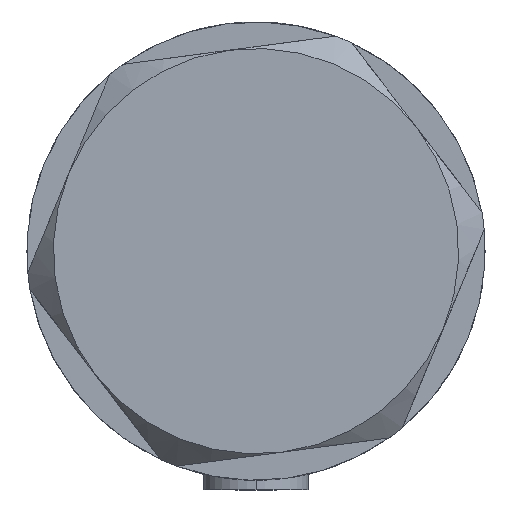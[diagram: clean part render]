
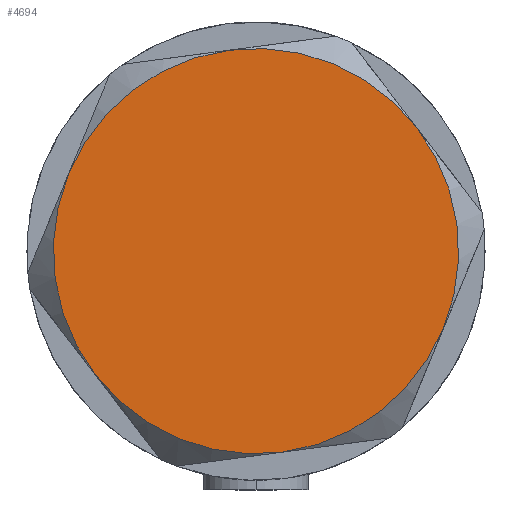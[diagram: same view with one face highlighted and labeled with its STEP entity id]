
A CAD part, left-side view. The second image highlights one B-rep face of the part: STEP entity #4694.
In plain terms, the highlighted face is planar.
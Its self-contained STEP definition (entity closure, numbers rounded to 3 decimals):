
#46 = EDGE_CURVE ( 'NONE', #2002, #2441, #1906, .T. ) ;
#160 = DIRECTION ( 'NONE',  ( 1., 0., 0. ) ) ;
#177 = EDGE_CURVE ( 'NONE', #2691, #575, #2271, .T. ) ;
#364 = CIRCLE ( 'NONE', #3015, 23. ) ;
#375 = VERTEX_POINT ( 'NONE', #662 ) ;
#421 = DIRECTION ( 'NONE',  ( 1., 0., 0. ) ) ;
#422 = EDGE_LOOP ( 'NONE', ( #2707, #2249, #985, #4336, #1914, #2787 ) ) ;
#434 = EDGE_CURVE ( 'NONE', #2832, #2002, #2006, .T. ) ;
#570 = CARTESIAN_POINT ( 'NONE',  ( -11.5, 19.919, 9. ) ) ;
#575 = VERTEX_POINT ( 'NONE', #5159 ) ;
#662 = CARTESIAN_POINT ( 'NONE',  ( 11.5, 19.919, 9. ) ) ;
#700 = DIRECTION ( 'NONE',  ( 0., 0., 1. ) ) ;
#753 = AXIS2_PLACEMENT_3D ( 'NONE', #1893, #1818, #1462 ) ;
#879 = DIRECTION ( 'NONE',  ( 0., 0., 1. ) ) ;
#891 = CARTESIAN_POINT ( 'NONE',  ( -23., 0., 9. ) ) ;
#921 = AXIS2_PLACEMENT_3D ( 'NONE', #1015, #700, #4669 ) ;
#985 = ORIENTED_EDGE ( 'NONE', *, *, #2409, .T. ) ;
#1015 = CARTESIAN_POINT ( 'NONE',  ( 0., 0., 9. ) ) ;
#1078 = CIRCLE ( 'NONE', #2368, 23. ) ;
#1208 = CARTESIAN_POINT ( 'NONE',  ( 0., 0., 9. ) ) ;
#1243 = DIRECTION ( 'NONE',  ( 1., 0., 0. ) ) ;
#1283 = DIRECTION ( 'NONE',  ( 0., 0., 1. ) ) ;
#1462 = DIRECTION ( 'NONE',  ( 1., 0., 0. ) ) ;
#1653 = CARTESIAN_POINT ( 'NONE',  ( -11.5, -19.919, 9. ) ) ;
#1666 = DIRECTION ( 'NONE',  ( 0., 0., 1. ) ) ;
#1818 = DIRECTION ( 'NONE',  ( 0., 0., 1. ) ) ;
#1893 = CARTESIAN_POINT ( 'NONE',  ( 0., 0., 9. ) ) ;
#1906 = CIRCLE ( 'NONE', #3517, 23. ) ;
#1914 = ORIENTED_EDGE ( 'NONE', *, *, #46, .T. ) ;
#2002 = VERTEX_POINT ( 'NONE', #891 ) ;
#2006 = CIRCLE ( 'NONE', #753, 23. ) ;
#2084 = DIRECTION ( 'NONE',  ( 1., 0., 0. ) ) ;
#2087 = PLANE ( 'NONE',  #3858 ) ;
#2249 = ORIENTED_EDGE ( 'NONE', *, *, #4894, .T. ) ;
#2271 = CIRCLE ( 'NONE', #921, 23. ) ;
#2273 = CARTESIAN_POINT ( 'NONE',  ( 11.5, -19.919, 9. ) ) ;
#2368 = AXIS2_PLACEMENT_3D ( 'NONE', #2805, #879, #421 ) ;
#2409 = EDGE_CURVE ( 'NONE', #375, #2832, #4464, .T. ) ;
#2441 = VERTEX_POINT ( 'NONE', #1653 ) ;
#2444 = AXIS2_PLACEMENT_3D ( 'NONE', #4426, #3734, #1243 ) ;
#2691 = VERTEX_POINT ( 'NONE', #2273 ) ;
#2707 = ORIENTED_EDGE ( 'NONE', *, *, #177, .T. ) ;
#2787 = ORIENTED_EDGE ( 'NONE', *, *, #3636, .T. ) ;
#2805 = CARTESIAN_POINT ( 'NONE',  ( 0., 0., 9. ) ) ;
#2813 = DIRECTION ( 'NONE',  ( 0., 0., 1. ) ) ;
#2832 = VERTEX_POINT ( 'NONE', #570 ) ;
#3015 = AXIS2_PLACEMENT_3D ( 'NONE', #1208, #2813, #4440 ) ;
#3517 = AXIS2_PLACEMENT_3D ( 'NONE', #4987, #1283, #2084 ) ;
#3636 = EDGE_CURVE ( 'NONE', #2441, #2691, #364, .T. ) ;
#3648 = CARTESIAN_POINT ( 'NONE',  ( 0., 0., 9. ) ) ;
#3734 = DIRECTION ( 'NONE',  ( 0., 0., 1. ) ) ;
#3858 = AXIS2_PLACEMENT_3D ( 'NONE', #3648, #1666, #160 ) ;
#4096 = FACE_OUTER_BOUND ( 'NONE', #422, .T. ) ;
#4336 = ORIENTED_EDGE ( 'NONE', *, *, #434, .T. ) ;
#4426 = CARTESIAN_POINT ( 'NONE',  ( 0., 0., 9. ) ) ;
#4440 = DIRECTION ( 'NONE',  ( 1., 0., 0. ) ) ;
#4464 = CIRCLE ( 'NONE', #2444, 23. ) ;
#4669 = DIRECTION ( 'NONE',  ( 1., 0., 0. ) ) ;
#4694 = ADVANCED_FACE ( 'NONE', ( #4096 ), #2087, .T. ) ;
#4894 = EDGE_CURVE ( 'NONE', #575, #375, #1078, .T. ) ;
#4987 = CARTESIAN_POINT ( 'NONE',  ( 0., 0., 9. ) ) ;
#5159 = CARTESIAN_POINT ( 'NONE',  ( 23., 0., 9. ) ) ;
